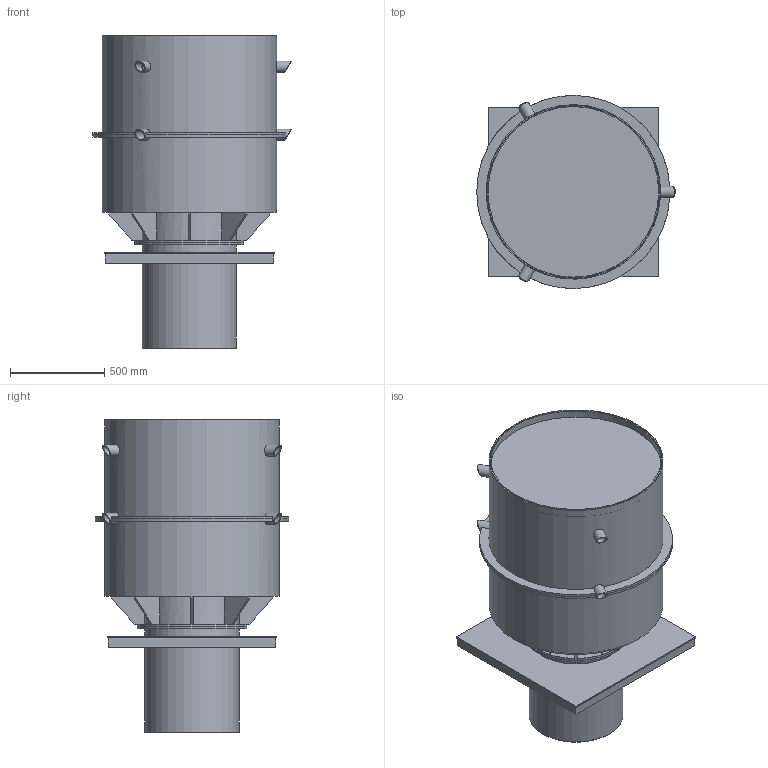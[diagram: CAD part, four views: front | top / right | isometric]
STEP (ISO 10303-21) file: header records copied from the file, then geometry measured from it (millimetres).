
FILE_DESCRIPTION(/* description */ ('VRV400 mit Montageplatte'),/* implementation_level */ '2;1');
FILE_NAME(/* name */ 'VRV400_MPL_model.stp',/* time_stamp */ '2021-07-22T15:25:24+02:00',/* author */ ('Rissler'),/* organization */ ('Mietzsch GmbH Lufttechnik Dresden'),/* preprocessor_version */ 'ST-DEVELOPER v18.1',/* originating_system */ 'Autodesk Inventor 2020',/* authorisation */ '');
FILE_SCHEMA (('AUTOMOTIVE_DESIGN { 1 0 10303 214 3 1 1 }'));
Length unit declared in the file: millimetre
Products named in the file (1): VRV_iL_CSV
Bounding box: 1054 x 1025.63 x 1657 mm (x, y, z)
Volume: 35842390.1 mm3; surface area: 13326487.1 mm2
Topology: 16 solids, 16 shells, 194 faces, 477 edges, 319 vertices
Faces by surface type: plane 115, cylinder 79
Full cylindrical faces by diameter (mm): 10 x24, 50 x9, 60 x9, 492 x1, 494 x1, 500 x5, 580 x2, 906 x1, 916 x1, 926 x1
Entity records: 6692 total; most frequent: CARTESIAN_POINT 1763, DIRECTION 991, ORIENTED_EDGE 968, EDGE_CURVE 484, AXIS2_PLACEMENT_3D 357, VERTEX_POINT 319, EDGE_LOOP 277, LINE 277
